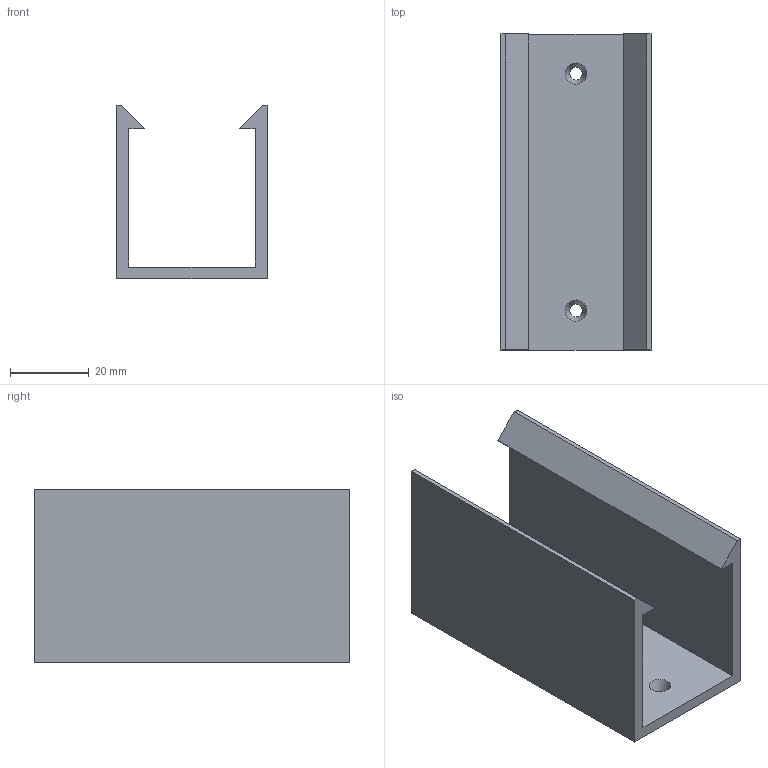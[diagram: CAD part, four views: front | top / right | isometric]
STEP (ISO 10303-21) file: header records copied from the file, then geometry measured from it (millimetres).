
FILE_DESCRIPTION(/* description */ (''),/* implementation_level */ '2;1');
FILE_NAME(/* name */ '19e10a4b-e89f-4fe8-9249-89101efc627e.zip.stp',/* time_stamp */ '2024-02-04T16:48:16Z',/* author */ (''),/* organization */ (''),/* preprocessor_version */ 'ST-DEVELOPER v20',/* originating_system */ 'Autodesk Translation Framework v12.20.1.177',/* authorisation */ '');
FILE_SCHEMA (('AUTOMOTIVE_DESIGN { 1 0 10303 214 3 1 1 }'));
Length unit declared in the file: millimetre
Products named in the file (1): suporte_bateria_FOmni
Bounding box: 38 x 80 x 44 mm (x, y, z)
Volume: 29796 mm3; surface area: 21180.5 mm2
Topology: 1 solids, 1 shells, 20 faces, 52 edges, 34 vertices
Faces by surface type: plane 16, cylinder 2, cone 2
Full cylindrical faces by diameter (mm): 3.2 x2
Entity records: 654 total; most frequent: CARTESIAN_POINT 107, ORIENTED_EDGE 104, DIRECTION 100, EDGE_CURVE 52, LINE 46, VECTOR 46, VERTEX_POINT 34, AXIS2_PLACEMENT_3D 27
